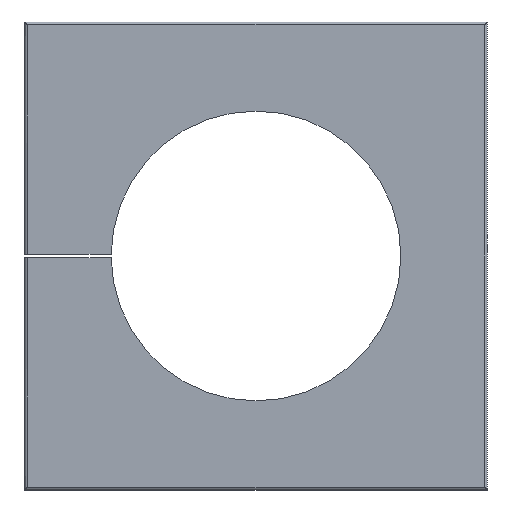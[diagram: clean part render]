
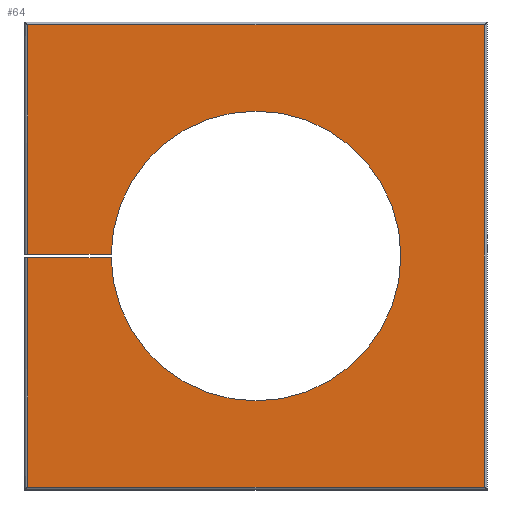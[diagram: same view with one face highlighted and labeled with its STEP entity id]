
A CAD part, front view. The second image highlights one B-rep face of the part: STEP entity #64.
In plain terms, the highlighted planar face has unit normal (0, -1, 0).
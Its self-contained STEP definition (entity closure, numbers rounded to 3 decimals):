
#64=ADVANCED_FACE('NONE',(#173),#174,.T.);
#173=FACE_OUTER_BOUND('',#353,.T.);
#174=PLANE('',#354);
#353=EDGE_LOOP('',(#1150,#1151,#1152,#1153,#1154,#1155,#1156,#1157,#1158,#1159));
#354=AXIS2_PLACEMENT_3D('',#1160,#1161,#1162);
#1150=ORIENTED_EDGE('',*,*,#1775,.F.);
#1151=ORIENTED_EDGE('',*,*,#1776,.T.);
#1152=ORIENTED_EDGE('',*,*,#1777,.T.);
#1153=ORIENTED_EDGE('',*,*,#1778,.T.);
#1154=ORIENTED_EDGE('',*,*,#1779,.T.);
#1155=ORIENTED_EDGE('',*,*,#1780,.T.);
#1156=ORIENTED_EDGE('',*,*,#1781,.T.);
#1157=ORIENTED_EDGE('',*,*,#1782,.T.);
#1158=ORIENTED_EDGE('',*,*,#1685,.T.);
#1159=ORIENTED_EDGE('',*,*,#1681,.T.);
#1160=CARTESIAN_POINT('',(-20.75,0.0,-21.0));
#1161=DIRECTION('',(0.0,-1.0,0.0));
#1162=DIRECTION('',(0.0,0.0,-1.0));
#1681=EDGE_CURVE('NONE',#1923,#1924,#1925,.T.);
#1685=EDGE_CURVE('NONE',#1931,#1923,#1932,.T.);
#1775=EDGE_CURVE('NONE',#2099,#1924,#2100,.T.);
#1776=EDGE_CURVE('NONE',#2099,#2101,#2102,.T.);
#1777=EDGE_CURVE('NONE',#2101,#2103,#2104,.T.);
#1778=EDGE_CURVE('NONE',#2103,#2105,#2106,.T.);
#1779=EDGE_CURVE('NONE',#2105,#2107,#2108,.T.);
#1780=EDGE_CURVE('NONE',#2107,#2109,#2110,.T.);
#1781=EDGE_CURVE('NONE',#2109,#2111,#2112,.T.);
#1782=EDGE_CURVE('NONE',#2111,#1931,#2113,.T.);
#1923=VERTEX_POINT('NONE',#2319);
#1924=VERTEX_POINT('NONE',#2320);
#1925=CIRCLE('',#2321,13.0);
#1931=VERTEX_POINT('NONE',#2329);
#1932=CIRCLE('',#2330,13.0);
#2099=VERTEX_POINT('NONE',#2737);
#2100=LINE('',#2738,#2739);
#2101=VERTEX_POINT('NONE',#2740);
#2102=LINE('',#2741,#2742);
#2103=VERTEX_POINT('NONE',#2743);
#2104=LINE('',#2744,#2745);
#2105=VERTEX_POINT('NONE',#2746);
#2106=LINE('',#2747,#2748);
#2107=VERTEX_POINT('NONE',#2749);
#2108=LINE('',#2750,#2751);
#2109=VERTEX_POINT('NONE',#2752);
#2110=LINE('',#2753,#2754);
#2111=VERTEX_POINT('NONE',#2755);
#2112=LINE('',#2756,#2757);
#2113=CIRCLE('',#2758,13.0);
#2319=CARTESIAN_POINT('',(0.,0.0,-13.0));
#2320=CARTESIAN_POINT('',(-12.999,0.0,-0.15));
#2321=AXIS2_PLACEMENT_3D('',#3449,#3450,#3451);
#2329=CARTESIAN_POINT('',(0.0,0.0,13.0));
#2330=AXIS2_PLACEMENT_3D('',#3457,#3458,#3459);
#2737=CARTESIAN_POINT('',(-20.5,0.0,-0.15));
#2738=CARTESIAN_POINT('',(-20.75,0.0,-0.15));
#2739=VECTOR('',#3542,1000.0);
#2740=CARTESIAN_POINT('',(-20.5,0.0,-20.75));
#2741=CARTESIAN_POINT('',(-20.5,0.0,-21.0));
#2742=VECTOR('',#3543,1000.0);
#2743=CARTESIAN_POINT('',(20.5,0.0,-20.75));
#2744=CARTESIAN_POINT('',(20.75,0.0,-20.75));
#2745=VECTOR('',#3544,1000.0);
#2746=CARTESIAN_POINT('',(20.5,0.0,20.75));
#2747=CARTESIAN_POINT('',(20.5,0.0,21.0));
#2748=VECTOR('',#3545,1000.0);
#2749=CARTESIAN_POINT('',(-20.5,0.0,20.75));
#2750=CARTESIAN_POINT('',(-20.75,0.0,20.75));
#2751=VECTOR('',#3546,1000.0);
#2752=CARTESIAN_POINT('',(-20.5,0.0,0.15));
#2753=CARTESIAN_POINT('',(-20.5,0.0,0.15));
#2754=VECTOR('',#3547,1000.0);
#2755=CARTESIAN_POINT('',(-12.999,0.0,0.15));
#2756=CARTESIAN_POINT('',(-20.75,0.0,0.15));
#2757=VECTOR('',#3548,1000.0);
#2758=AXIS2_PLACEMENT_3D('',#3549,#3550,#3551);
#3449=CARTESIAN_POINT('',(0.0,0.0,0.0));
#3450=DIRECTION('',(0.0,1.0,0.0));
#3451=DIRECTION('',(0.0,0.0,-1.0));
#3457=CARTESIAN_POINT('',(0.0,0.0,0.0));
#3458=DIRECTION('',(0.0,1.0,0.0));
#3459=DIRECTION('',(0.0,0.0,-1.0));
#3542=DIRECTION('',(1.0,0.0,0.0));
#3543=DIRECTION('',(-0.0,-0.0,-1.0));
#3544=DIRECTION('',(1.0,-0.0,-0.0));
#3545=DIRECTION('',(0.,-0.0,1.0));
#3546=DIRECTION('',(-1.0,-0.0,0.0));
#3547=DIRECTION('',(-0.0,-0.0,-1.0));
#3548=DIRECTION('',(1.0,0.0,0.0));
#3549=CARTESIAN_POINT('',(0.0,0.0,0.0));
#3550=DIRECTION('',(0.0,1.0,0.0));
#3551=DIRECTION('',(0.,0.0,-1.0));
